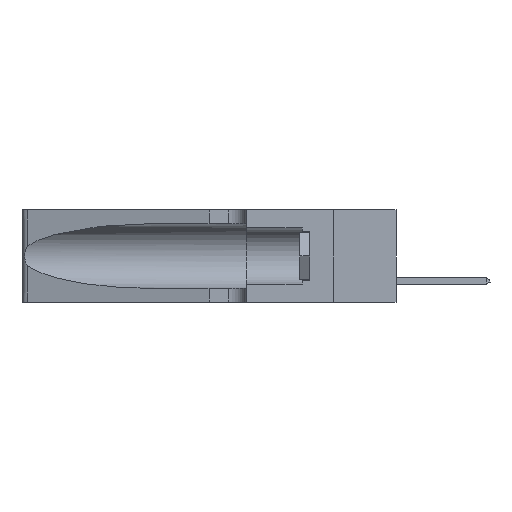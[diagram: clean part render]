
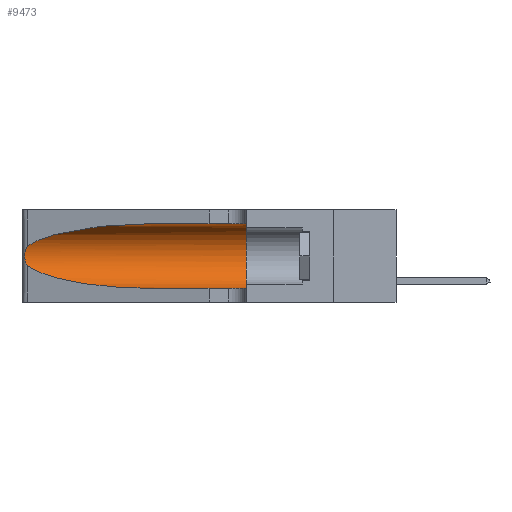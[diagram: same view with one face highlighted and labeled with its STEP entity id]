
A CAD part, left-side view. The second image highlights one B-rep face of the part: STEP entity #9473.
In plain terms, the highlighted cylindrical face has radius 3.308 mm (diameter 6.617 mm), a partial arc.
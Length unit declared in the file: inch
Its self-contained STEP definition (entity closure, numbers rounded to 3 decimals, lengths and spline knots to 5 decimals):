
#801 = ORIENTED_EDGE ( 'NONE', *, *, #4231, .T. ) ;
#836 = VERTEX_POINT ( 'NONE', #5771 ) ;
#905 =( BOUNDED_CURVE ( )  B_SPLINE_CURVE ( 3, ( #3523, #916, #10879, #12409 ),
 .UNSPECIFIED., .F., .T. ) 
 B_SPLINE_CURVE_WITH_KNOTS ( ( 4, 4 ),
 ( 1.5708, 2.84003 ),
 .UNSPECIFIED. ) 
 CURVE ( )  GEOMETRIC_REPRESENTATION_ITEM ( )  RATIONAL_B_SPLINE_CURVE ( ( 1., 0.87, 0.87, 1. ) ) 
 REPRESENTATION_ITEM ( '' )  );
#916 = CARTESIAN_POINT ( 'NONE',  ( 0.18966, 0.96281, 0.31525 ) ) ;
#1057 = EDGE_LOOP ( 'NONE', ( #2163, #12143, #801, #12032, #14881, #3723 ) ) ;
#2091 = VECTOR ( 'NONE', #11215, 39.37008 ) ;
#2163 = ORIENTED_EDGE ( 'NONE', *, *, #14525, .T. ) ;
#2443 = CARTESIAN_POINT ( 'NONE',  ( 0.1305, 1.61858, 0.05475 ) ) ;
#2523 = FACE_OUTER_BOUND ( 'NONE', #1057, .T. ) ;
#2906 = CARTESIAN_POINT ( 'NONE',  ( 0.1305, 1.61858, 0.185 ) ) ;
#3071 = CARTESIAN_POINT ( 'NONE',  ( 0.18966, 0.96281, 0.05475 ) ) ;
#3177 = CARTESIAN_POINT ( 'NONE',  ( 0.25854, 1.2359, 0.20912 ) ) ;
#3376 = VERTEX_POINT ( 'NONE', #11140 ) ;
#3523 = CARTESIAN_POINT ( 'NONE',  ( 0.1305, 0.72297, 0.31525 ) ) ;
#3549 = CARTESIAN_POINT ( 'NONE',  ( 0.25487, 1.22718, 0.14631 ) ) ;
#3723 = ORIENTED_EDGE ( 'NONE', *, *, #6274, .F. ) ;
#4021 = DIRECTION ( 'NONE',  ( 0., -1., 0. ) ) ;
#4231 = EDGE_CURVE ( 'NONE', #17378, #12717, #7584, .T. ) ;
#4663 = CARTESIAN_POINT ( 'NONE',  ( 0.25555, 1.22994, 0.2215 ) ) ;
#4797 = CARTESIAN_POINT ( 'NONE',  ( 0.26018, 1.23835, 0.19895 ) ) ;
#5771 = CARTESIAN_POINT ( 'NONE',  ( 0.25487, 1.22718, 0.22369 ) ) ;
#5962 = CARTESIAN_POINT ( 'NONE',  ( 0.2373, 1.15595, 0.08982 ) ) ;
#5977 = DIRECTION ( 'NONE',  ( 0., -1., 0. ) ) ;
#5992 = CARTESIAN_POINT ( 'NONE',  ( 0.26017, 1.23833, 0.17102 ) ) ;
#6116 = CARTESIAN_POINT ( 'NONE',  ( 0.26075, 1.23896, 0.19203 ) ) ;
#6274 = EDGE_CURVE ( 'NONE', #14022, #3376, #14589, .T. ) ;
#6341 = DIRECTION ( 'NONE',  ( 0., 1., 0. ) ) ;
#7514 = CARTESIAN_POINT ( 'NONE',  ( 0.1305, 0.72297, 0.05475 ) ) ;
#7584 =( BOUNDED_CURVE ( )  B_SPLINE_CURVE ( 3, ( #15768, #5962, #3071, #7514 ),
 .UNSPECIFIED., .F., .F. ) 
 B_SPLINE_CURVE_WITH_KNOTS ( ( 4, 4 ),
 ( 3.44316, 4.71239 ),
 .UNSPECIFIED. ) 
 CURVE ( )  GEOMETRIC_REPRESENTATION_ITEM ( )  RATIONAL_B_SPLINE_CURVE ( ( 1., 0.87, 0.87, 1. ) ) 
 REPRESENTATION_ITEM ( '' )  );
#8392 = AXIS2_PLACEMENT_3D ( 'NONE', #14913, #6341, #13373 ) ;
#8589 = CARTESIAN_POINT ( 'NONE',  ( 0.1305, 0.72297, 0.05475 ) ) ;
#8852 = CARTESIAN_POINT ( 'NONE',  ( 0.25487, 1.22718, 0.14631 ) ) ;
#9090 = CARTESIAN_POINT ( 'NONE',  ( 0.26075, 1.23896, 0.178 ) ) ;
#9263 = EDGE_CURVE ( 'NONE', #12717, #10266, #11149, .T. ) ;
#9473 = ADVANCED_FACE ( 'NONE', ( #2523 ), #11594, .F. ) ;
#9831 = EDGE_CURVE ( 'NONE', #3376, #10266, #10462, .T. ) ;
#10171 = VECTOR ( 'NONE', #4021, 39.37008 ) ;
#10266 = VERTEX_POINT ( 'NONE', #13913 ) ;
#10462 = CIRCLE ( 'NONE', #8392, 0.13025 ) ;
#10879 = CARTESIAN_POINT ( 'NONE',  ( 0.2373, 1.15595, 0.28018 ) ) ;
#11140 = CARTESIAN_POINT ( 'NONE',  ( 0.1305, 0.35, 0.31525 ) ) ;
#11149 = LINE ( 'NONE', #2443, #2091 ) ;
#11215 = DIRECTION ( 'NONE',  ( 0., -1., 0. ) ) ;
#11594 = CYLINDRICAL_SURFACE ( 'NONE', #11912, 0.13025 ) ;
#11722 = CARTESIAN_POINT ( 'NONE',  ( 0.25787, 1.23484, 0.2124 ) ) ;
#11912 = AXIS2_PLACEMENT_3D ( 'NONE', #2906, #5977, #12820 ) ;
#12032 = ORIENTED_EDGE ( 'NONE', *, *, #9263, .T. ) ;
#12143 = ORIENTED_EDGE ( 'NONE', *, *, #15056, .T. ) ;
#12409 = CARTESIAN_POINT ( 'NONE',  ( 0.25487, 1.22718, 0.22369 ) ) ;
#12717 = VERTEX_POINT ( 'NONE', #8589 ) ;
#12820 = DIRECTION ( 'NONE',  ( 0., 0., -1. ) ) ;
#13014 = CARTESIAN_POINT ( 'NONE',  ( 0.25487, 1.22718, 0.22369 ) ) ;
#13271 = CARTESIAN_POINT ( 'NONE',  ( 0.25639, 1.23184, 0.21858 ) ) ;
#13373 = DIRECTION ( 'NONE',  ( 0., 0., 1. ) ) ;
#13913 = CARTESIAN_POINT ( 'NONE',  ( 0.1305, 0.35, 0.05475 ) ) ;
#14022 = VERTEX_POINT ( 'NONE', #16983 ) ;
#14067 = B_SPLINE_CURVE_WITH_KNOTS ( 'NONE', 3,
 ( #13014, #4663, #13271, #11722, #3177, #4797, #6116, #9090, #5992, #15868, #14689, #17290, #17423, #8852 ),
 .UNSPECIFIED., .F., .F.,
 ( 4, 2, 2, 2, 2, 2, 4 ),
 ( 0., 0.00027, 0.00053, 0.00107, 0.0016, 0.00187, 0.00214 ),
 .UNSPECIFIED. ) ;
#14525 = EDGE_CURVE ( 'NONE', #14022, #836, #905, .T. ) ;
#14589 = LINE ( 'NONE', #15304, #10171 ) ;
#14689 = CARTESIAN_POINT ( 'NONE',  ( 0.25789, 1.23486, 0.15765 ) ) ;
#14881 = ORIENTED_EDGE ( 'NONE', *, *, #9831, .F. ) ;
#14913 = CARTESIAN_POINT ( 'NONE',  ( 0.1305, 0.35, 0.185 ) ) ;
#15056 = EDGE_CURVE ( 'NONE', #836, #17378, #14067, .T. ) ;
#15304 = CARTESIAN_POINT ( 'NONE',  ( 0.1305, 1.61858, 0.31525 ) ) ;
#15768 = CARTESIAN_POINT ( 'NONE',  ( 0.25487, 1.22718, 0.14631 ) ) ;
#15868 = CARTESIAN_POINT ( 'NONE',  ( 0.25856, 1.23593, 0.16098 ) ) ;
#16983 = CARTESIAN_POINT ( 'NONE',  ( 0.1305, 0.72297, 0.31525 ) ) ;
#17290 = CARTESIAN_POINT ( 'NONE',  ( 0.25639, 1.23186, 0.15144 ) ) ;
#17378 = VERTEX_POINT ( 'NONE', #3549 ) ;
#17423 = CARTESIAN_POINT ( 'NONE',  ( 0.25555, 1.22993, 0.14849 ) ) ;
